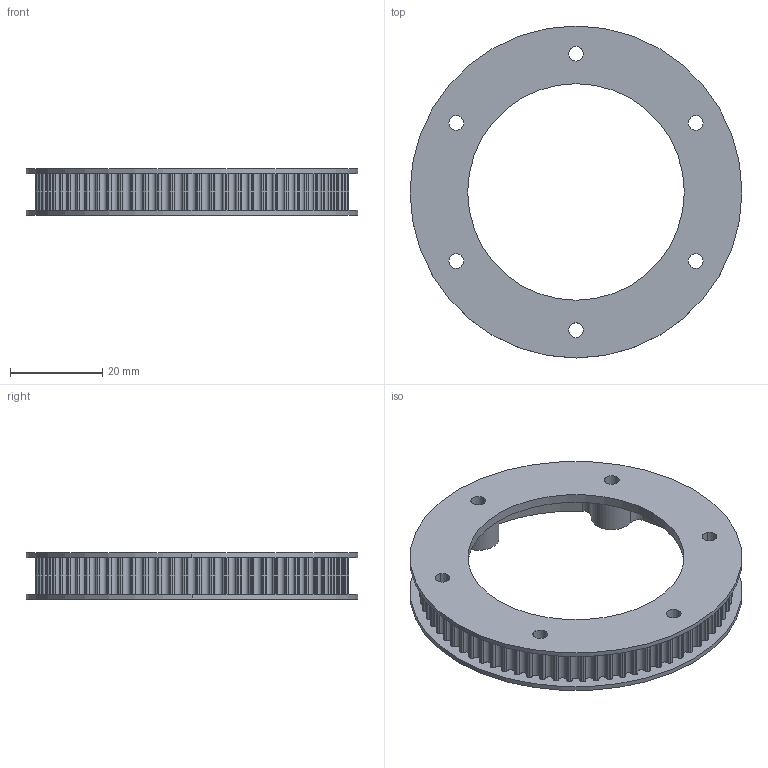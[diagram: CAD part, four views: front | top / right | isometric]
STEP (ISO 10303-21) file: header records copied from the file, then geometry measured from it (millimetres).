
FILE_DESCRIPTION (( 'STEP AP203' ), '1' );
FILE_NAME ('HTD_3M_PULLEY_MOTOR.STEP', '2022-05-10T10:59:26', ( 'Olukelo' ), ( '' ), 'SwSTEP 2.0', 'SolidWorks 2018', '' );
FILE_SCHEMA (( 'CONFIG_CONTROL_DESIGN' ));
Length unit declared in the file: millimetre
Products named in the file (1): HTD_3M_PULLEY_MOTOR
Bounding box: 72.03 x 72.03 x 10 mm (x, y, z)
Volume: 9325.5 mm3; surface area: 11421.2 mm2
Topology: 1 solids, 1 shells, 567 faces, 1674 edges, 1112 vertices
Faces by surface type: cylinder 550, cone 12, plane 5
Entity records: 19709 total; most frequent: DIRECTION 3922, CARTESIAN_POINT 3354, ORIENTED_EDGE 3348, AXIS2_PLACEMENT_3D 1680, EDGE_CURVE 1674, CIRCLE 1112, VERTEX_POINT 1112, EDGE_LOOP 584
